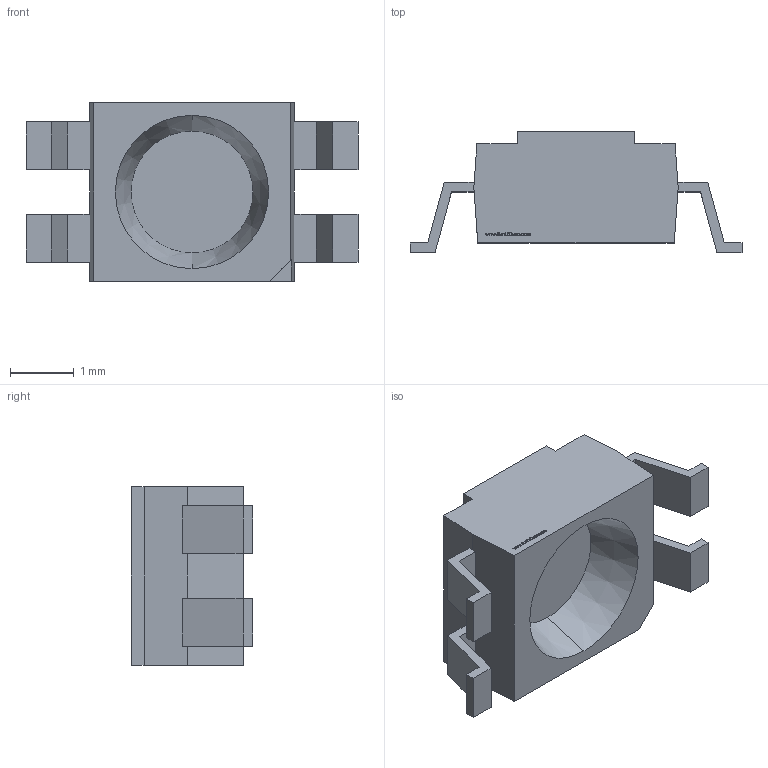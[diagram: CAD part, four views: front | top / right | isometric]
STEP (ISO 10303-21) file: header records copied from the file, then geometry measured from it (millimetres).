
FILE_DESCRIPTION (( 'STEP AP214' ), '1' );
FILE_NAME ('XZxxxxxx45S-9.STEP', '2015-09-11T18:02:19', ( '' ), ( '' ), 'SwSTEP 2.0', 'SolidWorks 2012', '' );
FILE_SCHEMA (( 'AUTOMOTIVE_DESIGN' ));
Length unit declared in the file: millimetre
Products named in the file (1): XZxxxxxx45S-9
Bounding box: 5.2 x 1.9 x 2.8 mm (x, y, z)
Volume: 12.5 mm3; surface area: 54.1 mm2
Topology: 1 solids, 1 shells, 277 faces, 762 edges, 508 vertices
Faces by surface type: plane 176, bspline 99, cone 2
Entity records: 13316 total; most frequent: CARTESIAN_POINT 6903, ORIENTED_EDGE 1524, DIRECTION 926, EDGE_CURVE 762, VECTOR 560, LINE 560, VERTEX_POINT 508, EDGE_LOOP 298
